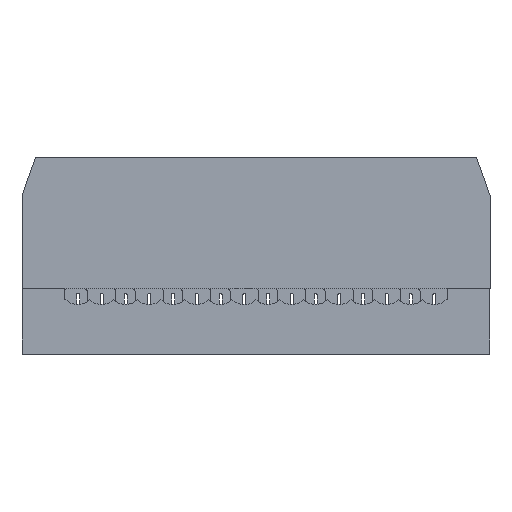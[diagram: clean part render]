
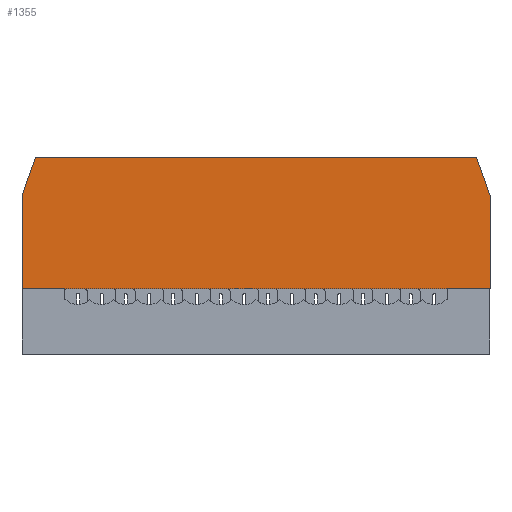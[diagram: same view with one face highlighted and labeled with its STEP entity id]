
A CAD part, top view. The second image highlights one B-rep face of the part: STEP entity #1355.
In plain terms, the highlighted planar face has unit normal (0, 0, 1).
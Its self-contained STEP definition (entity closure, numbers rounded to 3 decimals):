
#333=CARTESIAN_POINT('',(-15.05,-0.5,3.5));
#334=VERTEX_POINT('',#333);
#341=CARTESIAN_POINT('',(-15.05,4.5,3.5));
#342=VERTEX_POINT('',#341);
#343=CARTESIAN_POINT('',(-15.05,-0.5,3.5));
#344=DIRECTION('',(0.,1.,0.));
#345=VECTOR('',#344,5.);
#346=LINE('',#343,#345);
#347=EDGE_CURVE('',#334,#342,#346,.T.);
#372=CARTESIAN_POINT('',(-14.32,6.5,3.5));
#373=VERTEX_POINT('',#372);
#374=CARTESIAN_POINT('',(-15.05,4.5,3.5));
#375=DIRECTION('',(0.343,0.939,0.));
#376=VECTOR('',#375,2.129);
#377=LINE('',#374,#376);
#378=EDGE_CURVE('',#342,#373,#377,.T.);
#689=CARTESIAN_POINT('',(9.97,4.5,3.5));
#690=VERTEX_POINT('',#689);
#697=CARTESIAN_POINT('',(9.97,-0.5,3.5));
#698=VERTEX_POINT('',#697);
#699=CARTESIAN_POINT('',(9.97,4.5,3.5));
#700=DIRECTION('',(0.,-1.,0.));
#701=VECTOR('',#700,5.);
#702=LINE('',#699,#701);
#703=EDGE_CURVE('',#690,#698,#702,.T.);
#1042=CARTESIAN_POINT('',(9.24,6.5,3.5));
#1043=VERTEX_POINT('',#1042);
#1050=CARTESIAN_POINT('',(9.97,4.5,3.5));
#1051=DIRECTION('',(-0.343,0.939,0.));
#1052=VECTOR('',#1051,2.129);
#1053=LINE('',#1050,#1052);
#1054=EDGE_CURVE('',#690,#1043,#1053,.T.);
#1314=CARTESIAN_POINT('',(-14.32,6.5,3.5));
#1315=DIRECTION('',(1.,0.,0.));
#1316=VECTOR('',#1315,23.56);
#1317=LINE('',#1314,#1316);
#1318=EDGE_CURVE('',#373,#1043,#1317,.T.);
#1337=CARTESIAN_POINT('',(-2.54,3.,3.5));
#1338=DIRECTION('',(-1.,0.,0.));
#1339=DIRECTION('',(0.,0.,1.));
#1340=AXIS2_PLACEMENT_3D('',#1337,#1339,#1338);
#1341=PLANE('',#1340);
#1342=ORIENTED_EDGE('',*,*,#378,.F.);
#1343=ORIENTED_EDGE('',*,*,#347,.F.);
#1344=CARTESIAN_POINT('',(9.97,-0.5,3.5));
#1345=DIRECTION('',(-1.,0.,0.));
#1346=VECTOR('',#1345,25.02);
#1347=LINE('',#1344,#1346);
#1348=EDGE_CURVE('',#698,#334,#1347,.T.);
#1349=ORIENTED_EDGE('',*,*,#1348,.F.);
#1350=ORIENTED_EDGE('',*,*,#703,.F.);
#1351=ORIENTED_EDGE('',*,*,#1054,.T.);
#1352=ORIENTED_EDGE('',*,*,#1318,.F.);
#1353=EDGE_LOOP('',(#1342,#1343,#1349,#1350,#1351,#1352));
#1354=FACE_OUTER_BOUND('',#1353,.T.);
#1355=ADVANCED_FACE('',(#1354),#1341,.T.);
